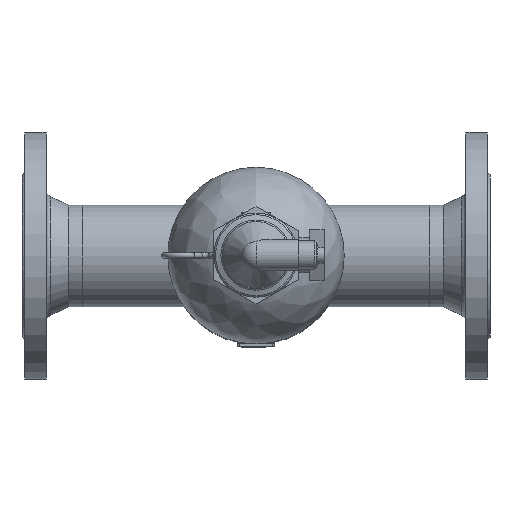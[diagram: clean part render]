
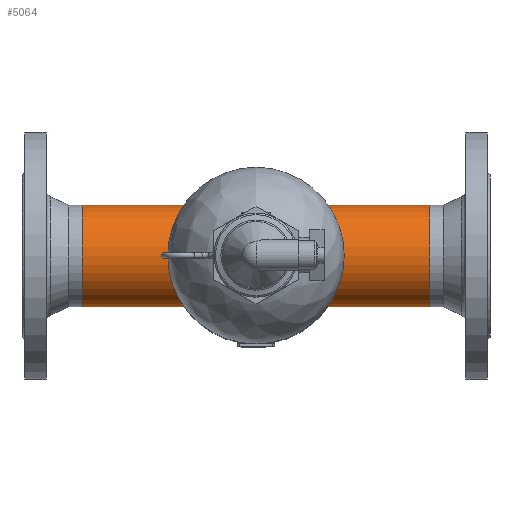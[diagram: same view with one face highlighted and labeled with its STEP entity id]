
A CAD part, top view. The second image highlights one B-rep face of the part: STEP entity #5064.
In plain terms, the highlighted cylindrical face has radius 38.05 mm (diameter 76.1 mm), a full revolution.
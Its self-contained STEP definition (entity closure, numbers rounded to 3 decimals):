
#954=CYLINDRICAL_SURFACE('',#5471,38.05);
#1095=FACE_BOUND('',#1620,.T.);
#1259=FACE_OUTER_BOUND('',#1619,.T.);
#1619=EDGE_LOOP('',(#3735));
#1620=EDGE_LOOP('',(#3736));
#1955=CIRCLE('',#5468,38.05);
#1956=CIRCLE('',#5470,38.05);
#2294=VERTEX_POINT('',#8297);
#2295=VERTEX_POINT('',#8300);
#2837=EDGE_CURVE('',#2294,#2294,#1955,.T.);
#2838=EDGE_CURVE('',#2295,#2295,#1956,.T.);
#3735=ORIENTED_EDGE('',*,*,#2837,.F.);
#3736=ORIENTED_EDGE('',*,*,#2838,.T.);
#5064=ADVANCED_FACE('',(#1259,#1095),#954,.T.);
#5468=AXIS2_PLACEMENT_3D('',#8298,#6329,#6330);
#5470=AXIS2_PLACEMENT_3D('',#8301,#6333,#6334);
#5471=AXIS2_PLACEMENT_3D('',#8302,#6335,#6336);
#6329=DIRECTION('center_axis',(1.,0.,0.));
#6330=DIRECTION('ref_axis',(0.,1.,0.));
#6333=DIRECTION('center_axis',(1.,0.,0.));
#6334=DIRECTION('ref_axis',(0.,1.,0.));
#6335=DIRECTION('center_axis',(1.,0.,0.));
#6336=DIRECTION('ref_axis',(0.,1.,0.));
#8297=CARTESIAN_POINT('',(130.,38.05,0.));
#8298=CARTESIAN_POINT('Origin',(130.,0.,0.));
#8300=CARTESIAN_POINT('',(-130.,38.05,0.));
#8301=CARTESIAN_POINT('Origin',(-130.,0.,0.));
#8302=CARTESIAN_POINT('Origin',(0.,0.,0.));
